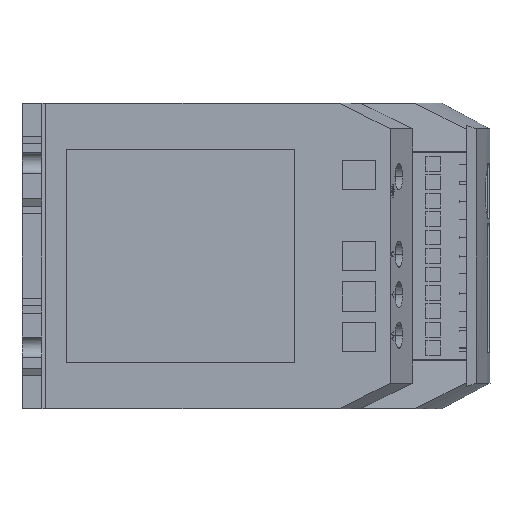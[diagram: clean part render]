
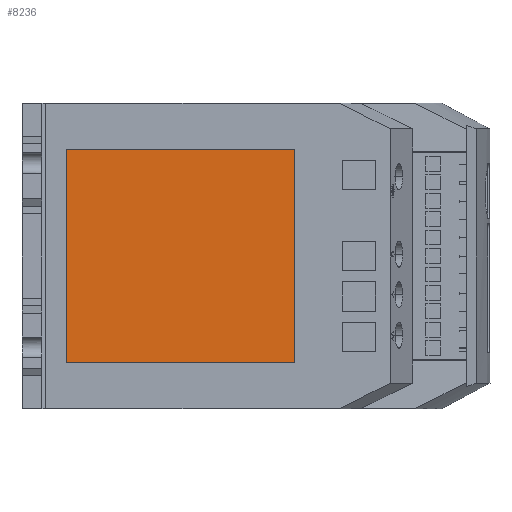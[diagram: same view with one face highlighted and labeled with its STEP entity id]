
A CAD part, front view. The second image highlights one B-rep face of the part: STEP entity #8236.
In plain terms, the highlighted free-form (B-spline) face has degree [1, 1] with [2, 2] control points.
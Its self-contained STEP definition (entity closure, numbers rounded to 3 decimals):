
#8154 = VERTEX_POINT('',#8155);
#8155 = CARTESIAN_POINT('',(23.458,-64.403,
    69.316));
#8160 = EDGE_CURVE('',#8161,#8154,#8163,.T.);
#8161 = VERTEX_POINT('',#8162);
#8162 = CARTESIAN_POINT('',(23.458,-64.403,
    12.29));
#8163 = B_SPLINE_CURVE_WITH_KNOTS('',1,(#8164,#8165),.UNSPECIFIED.,.F.,
  .F.,(2,2),(-58.,0.),.PIECEWISE_BEZIER_KNOTS.);
#8164 = CARTESIAN_POINT('',(23.458,-64.403,
    12.29));
#8165 = CARTESIAN_POINT('',(23.458,-64.403,
    69.316));
#8182 = EDGE_CURVE('',#8183,#8161,#8185,.T.);
#8183 = VERTEX_POINT('',#8184);
#8184 = CARTESIAN_POINT('',(-37.501,-64.551,
    12.29));
#8185 = B_SPLINE_CURVE_WITH_KNOTS('',1,(#8186,#8187),.UNSPECIFIED.,.F.,
  .F.,(2,2),(-62.,0.),.PIECEWISE_BEZIER_KNOTS.);
#8186 = CARTESIAN_POINT('',(-37.501,-64.551,
    12.29));
#8187 = CARTESIAN_POINT('',(23.458,-64.403,
    12.29));
#8204 = EDGE_CURVE('',#8205,#8183,#8207,.T.);
#8205 = VERTEX_POINT('',#8206);
#8206 = CARTESIAN_POINT('',(-37.501,-64.551,
    69.316));
#8207 = B_SPLINE_CURVE_WITH_KNOTS('',1,(#8208,#8209),.UNSPECIFIED.,.F.,
  .F.,(2,2),(0.,58.),.PIECEWISE_BEZIER_KNOTS.);
#8208 = CARTESIAN_POINT('',(-37.501,-64.551,
    69.316));
#8209 = CARTESIAN_POINT('',(-37.501,-64.551,
    12.29));
#8226 = EDGE_CURVE('',#8154,#8205,#8227,.T.);
#8227 = B_SPLINE_CURVE_WITH_KNOTS('',1,(#8228,#8229),.UNSPECIFIED.,.F.,
  .F.,(2,2),(-0.,62.),.PIECEWISE_BEZIER_KNOTS.);
#8228 = CARTESIAN_POINT('',(23.458,-64.403,
    69.316));
#8229 = CARTESIAN_POINT('',(-37.501,-64.551,
    69.316));
#8236 = ADVANCED_FACE('',(#8237),#8243,.F.);
#8237 = FACE_BOUND('',#8238,.T.);
#8238 = EDGE_LOOP('',(#8239,#8240,#8241,#8242));
#8239 = ORIENTED_EDGE('',*,*,#8160,.T.);
#8240 = ORIENTED_EDGE('',*,*,#8226,.T.);
#8241 = ORIENTED_EDGE('',*,*,#8204,.T.);
#8242 = ORIENTED_EDGE('',*,*,#8182,.T.);
#8243 = B_SPLINE_SURFACE_WITH_KNOTS('',1,1,(
    (#8244,#8245)
    ,(#8246,#8247
    )),.UNSPECIFIED.,.F.,.F.,.F.,(2,2),(2,2),(12.5,70.5),(
    -38.301,23.699),.PIECEWISE_BEZIER_KNOTS.);
#8244 = CARTESIAN_POINT('',(-37.501,-64.551,
    12.29));
#8245 = CARTESIAN_POINT('',(23.458,-64.403,
    12.29));
#8246 = CARTESIAN_POINT('',(-37.501,-64.551,
    69.316));
#8247 = CARTESIAN_POINT('',(23.458,-64.403,
    69.316));
